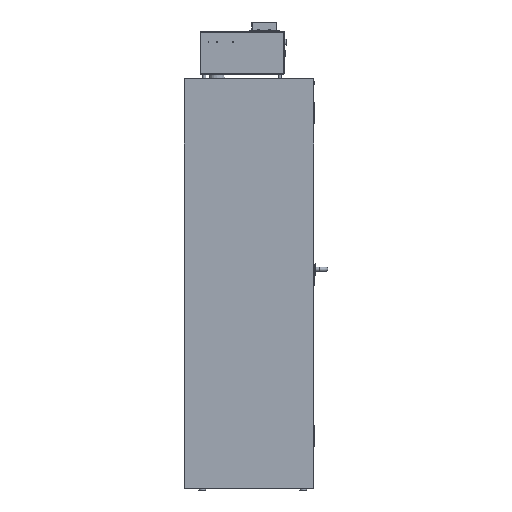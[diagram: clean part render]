
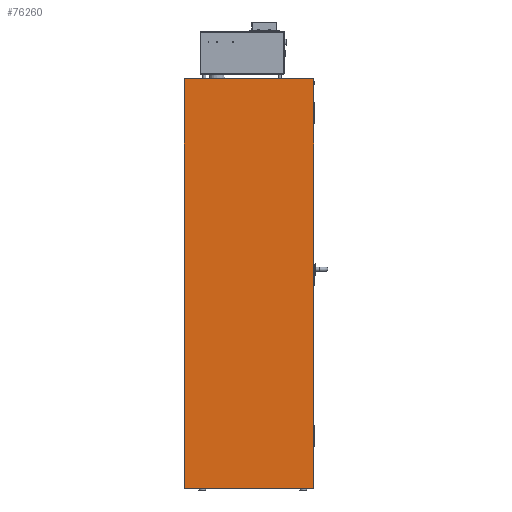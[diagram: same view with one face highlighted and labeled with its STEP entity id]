
A CAD part, left-side view. The second image highlights one B-rep face of the part: STEP entity #76260.
In plain terms, the highlighted planar face has unit normal (-1, 0, 0).
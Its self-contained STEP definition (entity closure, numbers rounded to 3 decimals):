
#4918=PLANE('',#82366);
#8830=FACE_OUTER_BOUND('',#13508,.T.);
#13508=EDGE_LOOP('',(#65368,#65369,#65370,#65371));
#19315=LINE('',#129470,#26149);
#20008=LINE('',#131070,#26842);
#20164=LINE('',#131427,#26998);
#20166=LINE('',#131430,#27000);
#26149=VECTOR('',#98847,10.);
#26842=VECTOR('',#100300,10.);
#26998=VECTOR('',#100658,10.);
#27000=VECTOR('',#100662,10.);
#35030=VERTEX_POINT('',#129463);
#35033=VERTEX_POINT('',#129468);
#35560=VERTEX_POINT('',#131069);
#35660=VERTEX_POINT('',#131426);
#44715=EDGE_CURVE('',#35033,#35030,#19315,.T.);
#45494=EDGE_CURVE('',#35030,#35560,#20008,.T.);
#45672=EDGE_CURVE('',#35560,#35660,#20164,.T.);
#45674=EDGE_CURVE('',#35660,#35033,#20166,.T.);
#65368=ORIENTED_EDGE('',*,*,#45494,.F.);
#65369=ORIENTED_EDGE('',*,*,#44715,.F.);
#65370=ORIENTED_EDGE('',*,*,#45674,.F.);
#65371=ORIENTED_EDGE('',*,*,#45672,.F.);
#76260=ADVANCED_FACE('',(#8830),#4918,.T.);
#82366=AXIS2_PLACEMENT_3D('',#131429,#100660,#100661);
#98847=DIRECTION('',(0.,-1.,0.));
#100300=DIRECTION('',(0.,0.,-1.));
#100658=DIRECTION('',(0.,1.,0.));
#100660=DIRECTION('center_axis',(-1.,0.,0.));
#100661=DIRECTION('ref_axis',(0.,-1.,0.));
#100662=DIRECTION('',(0.,0.,1.));
#129463=CARTESIAN_POINT('',(-596.88,-307.5,974.185));
#129468=CARTESIAN_POINT('',(-596.88,307.5,974.185));
#129470=CARTESIAN_POINT('',(-596.88,307.5,974.185));
#131069=CARTESIAN_POINT('',(-596.88,-307.5,-974.185));
#131070=CARTESIAN_POINT('',(-596.88,-307.5,0.));
#131426=CARTESIAN_POINT('',(-596.88,307.5,-974.185));
#131427=CARTESIAN_POINT('',(-596.88,307.5,-974.185));
#131429=CARTESIAN_POINT('Origin',(-596.88,307.5,0.));
#131430=CARTESIAN_POINT('',(-596.88,307.5,0.));
